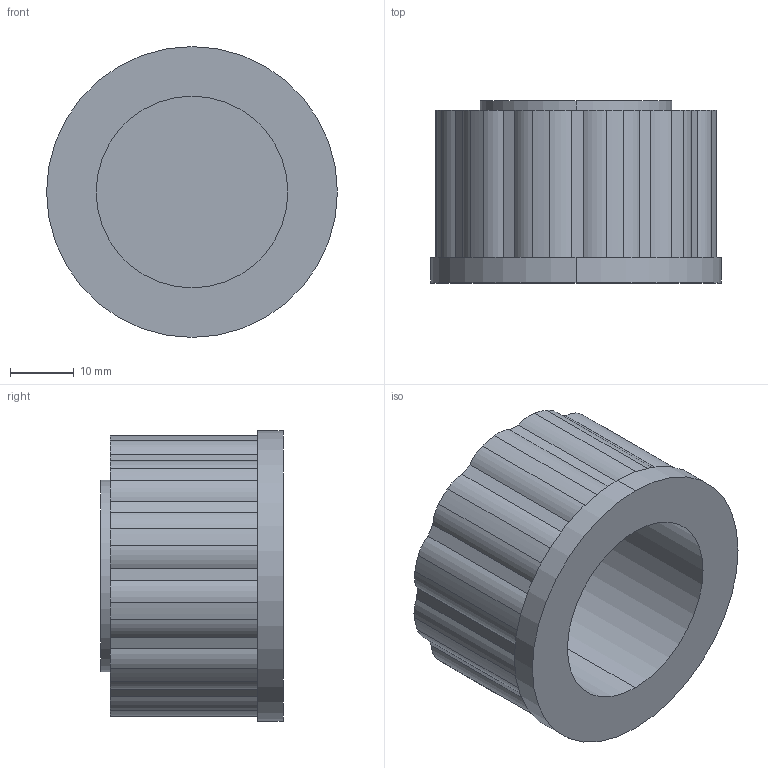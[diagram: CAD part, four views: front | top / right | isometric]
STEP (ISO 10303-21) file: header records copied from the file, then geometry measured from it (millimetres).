
FILE_DESCRIPTION (( 'STEP AP203' ), '1' );
FILE_NAME ('13-018396.step', '2022-03-07T11:57:36', ( '' ), ( '' ), 'SwSTEP 2.0', 'SolidWorks 2021', '' );
FILE_SCHEMA (( 'CONFIG_CONTROL_DESIGN' ));
Length unit declared in the file: millimetre
Products named in the file (1): 13-018396
Bounding box: 45.5 x 28.5 x 45.5 mm (x, y, z)
Volume: 25922.5 mm3; surface area: 10849.4 mm2
Topology: 2 solids, 2 shells, 74 faces, 192 edges, 128 vertices
Faces by surface type: cylinder 52, plane 22
Entity records: 2395 total; most frequent: DIRECTION 446, CARTESIAN_POINT 395, ORIENTED_EDGE 384, EDGE_CURVE 192, AXIS2_PLACEMENT_3D 179, VERTEX_POINT 128, CIRCLE 104, VECTOR 88
